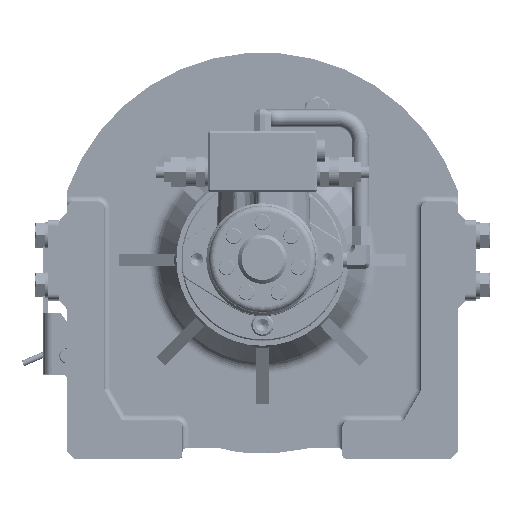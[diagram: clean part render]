
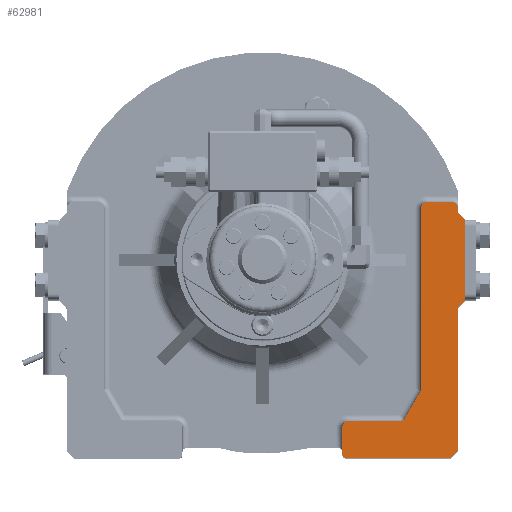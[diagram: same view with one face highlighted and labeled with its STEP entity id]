
A CAD part, top view. The second image highlights one B-rep face of the part: STEP entity #62981.
In plain terms, the highlighted planar face has unit normal (0, 0, 1).
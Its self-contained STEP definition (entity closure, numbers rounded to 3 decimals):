
#1875=PLANE('',#68361);
#4588=FACE_OUTER_BOUND('',#8215,.T.);
#8215=EDGE_LOOP('',(#50767,#50768,#50769,#50770,#50771,#50772,#50773,#50774,
#50775,#50776,#50777,#50778,#50779,#50780,#50781,#50782,#50783,#50784,#50785,
#50786,#50787,#50788));
#11721=CIRCLE('',#68362,5.);
#11722=CIRCLE('',#68363,3.);
#11723=CIRCLE('',#68364,2.);
#11724=CIRCLE('',#68365,2.);
#11725=CIRCLE('',#68366,2.);
#11726=CIRCLE('',#68367,2.);
#11727=CIRCLE('',#68368,5.);
#11728=CIRCLE('',#68369,5.);
#11729=CIRCLE('',#68370,3.);
#11730=CIRCLE('',#68371,3.);
#17461=LINE('',#160013,#21654);
#17462=LINE('',#160017,#21655);
#17463=LINE('',#160019,#21656);
#17464=LINE('',#160021,#21657);
#17465=LINE('',#160025,#21658);
#17466=LINE('',#160029,#21659);
#17467=LINE('',#160033,#21660);
#17468=LINE('',#160037,#21661);
#17469=LINE('',#160041,#21662);
#17470=LINE('',#160045,#21663);
#17471=LINE('',#160049,#21664);
#17472=LINE('',#160052,#21665);
#21654=VECTOR('',#81449,1000.);
#21655=VECTOR('',#81452,1000.);
#21656=VECTOR('',#81453,1000.);
#21657=VECTOR('',#81454,1000.);
#21658=VECTOR('',#81457,1000.);
#21659=VECTOR('',#81460,1000.);
#21660=VECTOR('',#81463,1000.);
#21661=VECTOR('',#81466,1000.);
#21662=VECTOR('',#81469,1000.);
#21663=VECTOR('',#81472,1000.);
#21664=VECTOR('',#81475,1000.);
#21665=VECTOR('',#81478,1000.);
#27576=VERTEX_POINT('',#160009);
#27577=VERTEX_POINT('',#160010);
#27578=VERTEX_POINT('',#160012);
#27579=VERTEX_POINT('',#160014);
#27580=VERTEX_POINT('',#160016);
#27581=VERTEX_POINT('',#160018);
#27582=VERTEX_POINT('',#160020);
#27583=VERTEX_POINT('',#160022);
#27584=VERTEX_POINT('',#160024);
#27585=VERTEX_POINT('',#160026);
#27586=VERTEX_POINT('',#160028);
#27587=VERTEX_POINT('',#160030);
#27588=VERTEX_POINT('',#160032);
#27589=VERTEX_POINT('',#160034);
#27590=VERTEX_POINT('',#160036);
#27591=VERTEX_POINT('',#160038);
#27592=VERTEX_POINT('',#160040);
#27593=VERTEX_POINT('',#160042);
#27594=VERTEX_POINT('',#160044);
#27595=VERTEX_POINT('',#160046);
#27596=VERTEX_POINT('',#160048);
#27597=VERTEX_POINT('',#160050);
#36015=EDGE_CURVE('',#27576,#27577,#11721,.T.);
#36016=EDGE_CURVE('',#27577,#27578,#17461,.T.);
#36017=EDGE_CURVE('',#27578,#27579,#11722,.T.);
#36018=EDGE_CURVE('',#27579,#27580,#17462,.T.);
#36019=EDGE_CURVE('',#27580,#27581,#17463,.T.);
#36020=EDGE_CURVE('',#27581,#27582,#17464,.T.);
#36021=EDGE_CURVE('',#27582,#27583,#11723,.T.);
#36022=EDGE_CURVE('',#27583,#27584,#17465,.T.);
#36023=EDGE_CURVE('',#27584,#27585,#11724,.T.);
#36024=EDGE_CURVE('',#27585,#27586,#17466,.T.);
#36025=EDGE_CURVE('',#27586,#27587,#11725,.T.);
#36026=EDGE_CURVE('',#27587,#27588,#17467,.T.);
#36027=EDGE_CURVE('',#27588,#27589,#11726,.T.);
#36028=EDGE_CURVE('',#27589,#27590,#17468,.T.);
#36029=EDGE_CURVE('',#27590,#27591,#11727,.T.);
#36030=EDGE_CURVE('',#27591,#27592,#17469,.T.);
#36031=EDGE_CURVE('',#27592,#27593,#11728,.T.);
#36032=EDGE_CURVE('',#27593,#27594,#17470,.T.);
#36033=EDGE_CURVE('',#27594,#27595,#11729,.T.);
#36034=EDGE_CURVE('',#27595,#27596,#17471,.T.);
#36035=EDGE_CURVE('',#27596,#27597,#11730,.T.);
#36036=EDGE_CURVE('',#27597,#27576,#17472,.T.);
#50767=ORIENTED_EDGE('',*,*,#36015,.T.);
#50768=ORIENTED_EDGE('',*,*,#36016,.T.);
#50769=ORIENTED_EDGE('',*,*,#36017,.T.);
#50770=ORIENTED_EDGE('',*,*,#36018,.T.);
#50771=ORIENTED_EDGE('',*,*,#36019,.T.);
#50772=ORIENTED_EDGE('',*,*,#36020,.T.);
#50773=ORIENTED_EDGE('',*,*,#36021,.T.);
#50774=ORIENTED_EDGE('',*,*,#36022,.T.);
#50775=ORIENTED_EDGE('',*,*,#36023,.T.);
#50776=ORIENTED_EDGE('',*,*,#36024,.T.);
#50777=ORIENTED_EDGE('',*,*,#36025,.T.);
#50778=ORIENTED_EDGE('',*,*,#36026,.T.);
#50779=ORIENTED_EDGE('',*,*,#36027,.T.);
#50780=ORIENTED_EDGE('',*,*,#36028,.T.);
#50781=ORIENTED_EDGE('',*,*,#36029,.T.);
#50782=ORIENTED_EDGE('',*,*,#36030,.T.);
#50783=ORIENTED_EDGE('',*,*,#36031,.T.);
#50784=ORIENTED_EDGE('',*,*,#36032,.T.);
#50785=ORIENTED_EDGE('',*,*,#36033,.T.);
#50786=ORIENTED_EDGE('',*,*,#36034,.T.);
#50787=ORIENTED_EDGE('',*,*,#36035,.T.);
#50788=ORIENTED_EDGE('',*,*,#36036,.T.);
#62981=ADVANCED_FACE('',(#4588),#1875,.T.);
#68361=AXIS2_PLACEMENT_3D('',#160008,#81445,#81446);
#68362=AXIS2_PLACEMENT_3D('',#160011,#81447,#81448);
#68363=AXIS2_PLACEMENT_3D('',#160015,#81450,#81451);
#68364=AXIS2_PLACEMENT_3D('',#160023,#81455,#81456);
#68365=AXIS2_PLACEMENT_3D('',#160027,#81458,#81459);
#68366=AXIS2_PLACEMENT_3D('',#160031,#81461,#81462);
#68367=AXIS2_PLACEMENT_3D('',#160035,#81464,#81465);
#68368=AXIS2_PLACEMENT_3D('',#160039,#81467,#81468);
#68369=AXIS2_PLACEMENT_3D('',#160043,#81470,#81471);
#68370=AXIS2_PLACEMENT_3D('',#160047,#81473,#81474);
#68371=AXIS2_PLACEMENT_3D('',#160051,#81476,#81477);
#81445=DIRECTION('center_axis',(0.,0.,1.));
#81446=DIRECTION('ref_axis',(1.,0.,0.));
#81447=DIRECTION('center_axis',(0.,0.,1.));
#81448=DIRECTION('ref_axis',(1.,0.,0.));
#81449=DIRECTION('',(0.,-1.,0.));
#81450=DIRECTION('center_axis',(0.,0.,1.));
#81451=DIRECTION('ref_axis',(1.,0.,0.));
#81452=DIRECTION('',(1.,0.,0.));
#81453=DIRECTION('',(0.707,0.707,0.));
#81454=DIRECTION('',(0.,1.,0.));
#81455=DIRECTION('center_axis',(0.,0.,-1.));
#81456=DIRECTION('ref_axis',(1.,0.,0.));
#81457=DIRECTION('',(0.707,0.707,0.));
#81458=DIRECTION('center_axis',(0.,0.,1.));
#81459=DIRECTION('ref_axis',(1.,0.,0.));
#81460=DIRECTION('',(0.,1.,0.));
#81461=DIRECTION('center_axis',(0.,0.,1.));
#81462=DIRECTION('ref_axis',(1.,0.,0.));
#81463=DIRECTION('',(-0.707,0.707,0.));
#81464=DIRECTION('center_axis',(0.,0.,-1.));
#81465=DIRECTION('ref_axis',(1.,0.,0.));
#81466=DIRECTION('',(0.,1.,0.));
#81467=DIRECTION('center_axis',(0.,0.,1.));
#81468=DIRECTION('ref_axis',(1.,0.,0.));
#81469=DIRECTION('',(-1.,0.,0.));
#81470=DIRECTION('center_axis',(0.,0.,1.));
#81471=DIRECTION('ref_axis',(1.,0.,0.));
#81472=DIRECTION('',(0.,-1.,0.));
#81473=DIRECTION('center_axis',(0.,0.,-1.));
#81474=DIRECTION('ref_axis',(1.,0.,0.));
#81475=DIRECTION('',(-0.5,-0.866,0.));
#81476=DIRECTION('center_axis',(0.,0.,-1.));
#81477=DIRECTION('ref_axis',(1.,0.,0.));
#81478=DIRECTION('',(-1.,0.,0.));
#160008=CARTESIAN_POINT('Origin',(70.,-136.,64.));
#160009=CARTESIAN_POINT('',(70.,-131.,64.));
#160010=CARTESIAN_POINT('',(65.,-136.,64.));
#160011=CARTESIAN_POINT('Origin',(70.,-136.,64.));
#160012=CARTESIAN_POINT('',(65.,-158.,64.));
#160013=CARTESIAN_POINT('',(65.,-136.,64.));
#160014=CARTESIAN_POINT('',(68.,-161.,64.));
#160015=CARTESIAN_POINT('Origin',(68.,-158.,64.));
#160016=CARTESIAN_POINT('',(153.,-161.,64.));
#160017=CARTESIAN_POINT('',(68.,-161.,64.));
#160018=CARTESIAN_POINT('',(159.,-155.,64.));
#160019=CARTESIAN_POINT('',(153.,-161.,64.));
#160020=CARTESIAN_POINT('',(159.,-39.828,64.));
#160021=CARTESIAN_POINT('',(159.,-155.,64.));
#160022=CARTESIAN_POINT('',(159.586,-38.414,64.));
#160023=CARTESIAN_POINT('Origin',(161.,-39.828,64.));
#160024=CARTESIAN_POINT('',(164.414,-33.586,64.));
#160025=CARTESIAN_POINT('',(159.586,-38.414,64.));
#160026=CARTESIAN_POINT('',(165.,-32.172,64.));
#160027=CARTESIAN_POINT('Origin',(163.,-32.172,64.));
#160028=CARTESIAN_POINT('',(165.,31.172,64.));
#160029=CARTESIAN_POINT('',(165.,-32.172,64.));
#160030=CARTESIAN_POINT('',(164.414,32.586,64.));
#160031=CARTESIAN_POINT('Origin',(163.,31.172,64.));
#160032=CARTESIAN_POINT('',(159.586,37.414,64.));
#160033=CARTESIAN_POINT('',(164.414,32.586,64.));
#160034=CARTESIAN_POINT('',(159.,38.828,64.));
#160035=CARTESIAN_POINT('Origin',(161.,38.828,64.));
#160036=CARTESIAN_POINT('',(159.,42.,64.));
#160037=CARTESIAN_POINT('',(159.,38.828,64.));
#160038=CARTESIAN_POINT('',(154.,47.,64.));
#160039=CARTESIAN_POINT('Origin',(154.,42.,64.));
#160040=CARTESIAN_POINT('',(134.,47.,64.));
#160041=CARTESIAN_POINT('',(154.,47.,64.));
#160042=CARTESIAN_POINT('',(129.,42.,64.));
#160043=CARTESIAN_POINT('Origin',(134.,42.,64.));
#160044=CARTESIAN_POINT('',(129.,-105.196,64.));
#160045=CARTESIAN_POINT('',(129.,42.,64.));
#160046=CARTESIAN_POINT('',(128.598,-106.696,64.));
#160047=CARTESIAN_POINT('Origin',(126.,-105.196,64.));
#160048=CARTESIAN_POINT('',(115.432,-129.5,64.));
#160049=CARTESIAN_POINT('',(128.598,-106.696,64.));
#160050=CARTESIAN_POINT('',(112.834,-131.,64.));
#160051=CARTESIAN_POINT('Origin',(112.834,-128.,64.));
#160052=CARTESIAN_POINT('',(112.834,-131.,64.));
